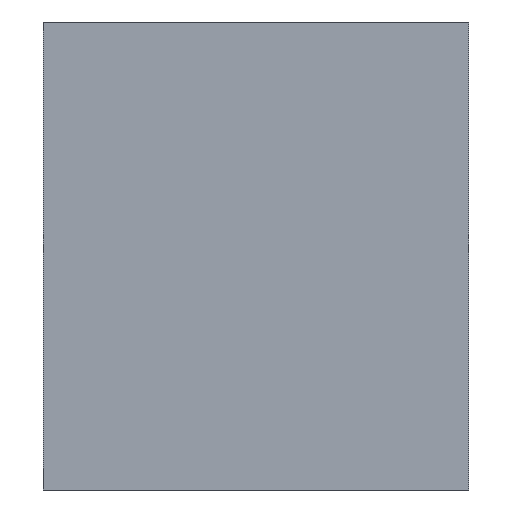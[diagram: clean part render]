
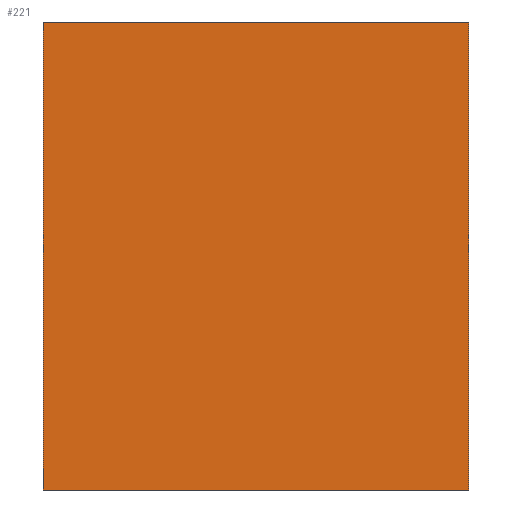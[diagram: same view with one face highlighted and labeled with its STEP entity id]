
A CAD part, left-side view. The second image highlights one B-rep face of the part: STEP entity #221.
In plain terms, the highlighted planar face has unit normal (-1, 0, 0).
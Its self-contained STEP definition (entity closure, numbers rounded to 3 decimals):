
#15=LINE('',#355,#27);
#16=LINE('',#357,#28);
#17=LINE('',#359,#29);
#18=LINE('',#360,#30);
#27=VECTOR('',#299,10.);
#28=VECTOR('',#300,10.);
#29=VECTOR('',#301,10.);
#30=VECTOR('',#302,10.);
#39=PLANE('',#253);
#69=FACE_OUTER_BOUND('',#87,.T.);
#87=EDGE_LOOP('',(#173,#174,#175,#176));
#129=VERTEX_POINT('',#353);
#130=VERTEX_POINT('',#354);
#131=VERTEX_POINT('',#356);
#132=VERTEX_POINT('',#358);
#149=EDGE_CURVE('',#129,#130,#15,.T.);
#150=EDGE_CURVE('',#130,#131,#16,.T.);
#151=EDGE_CURVE('',#132,#131,#17,.T.);
#152=EDGE_CURVE('',#129,#132,#18,.T.);
#173=ORIENTED_EDGE('',*,*,#149,.T.);
#174=ORIENTED_EDGE('',*,*,#150,.T.);
#175=ORIENTED_EDGE('',*,*,#151,.F.);
#176=ORIENTED_EDGE('',*,*,#152,.F.);
#221=ADVANCED_FACE('',(#69),#39,.T.);
#253=AXIS2_PLACEMENT_3D('',#352,#297,#298);
#297=DIRECTION('center_axis',(-1.,0.,0.));
#298=DIRECTION('ref_axis',(0.,-1.,0.));
#299=DIRECTION('',(0.,-1.,0.));
#300=DIRECTION('',(0.,0.,1.));
#301=DIRECTION('',(0.,-1.,0.));
#302=DIRECTION('',(0.,0.,1.));
#352=CARTESIAN_POINT('Origin',(0.,10.,0.));
#353=CARTESIAN_POINT('',(0.,10.,0.));
#354=CARTESIAN_POINT('',(0.,0.,0.));
#355=CARTESIAN_POINT('',(0.,10.,0.));
#356=CARTESIAN_POINT('',(0.,0.,11.));
#357=CARTESIAN_POINT('',(0.,0.,0.));
#358=CARTESIAN_POINT('',(0.,10.,11.));
#359=CARTESIAN_POINT('',(0.,10.,11.));
#360=CARTESIAN_POINT('',(0.,10.,0.));
